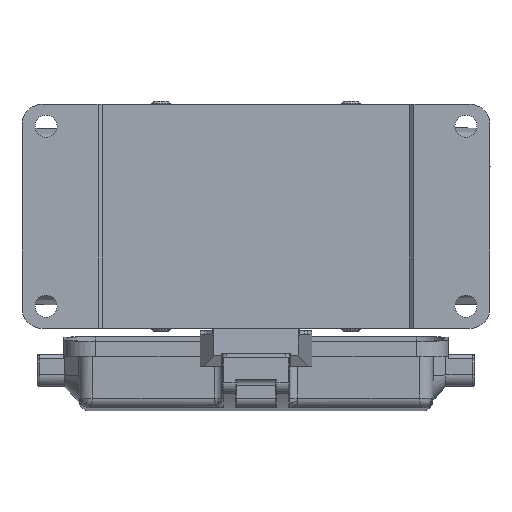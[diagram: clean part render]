
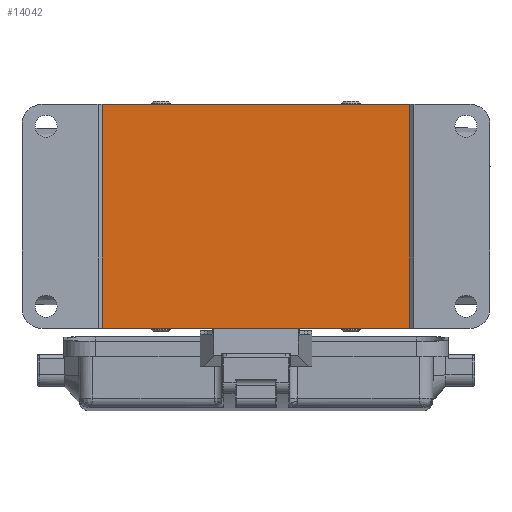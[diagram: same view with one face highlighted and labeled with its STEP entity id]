
A CAD part, front view. The second image highlights one B-rep face of the part: STEP entity #14042.
In plain terms, the highlighted planar face has unit normal (0, -1, 0).
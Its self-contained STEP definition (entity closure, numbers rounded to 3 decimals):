
#341 = FACE_OUTER_BOUND ( 'NONE', #12596, .T. ) ;
#346 = AXIS2_PLACEMENT_3D ( 'NONE', #18053, #18054, #18055 ) ;
#4312 = CARTESIAN_POINT ( 'NONE',  ( 38.5, -23., -28. ) ) ;
#4343 = CARTESIAN_POINT ( 'NONE',  ( 38.5, -23., 28. ) ) ;
#8114 = CARTESIAN_POINT ( 'NONE',  ( 38.5, -23., 33.6 ) ) ;
#8124 = LINE ( 'NONE', #8114, #20693 ) ;
#8128 = DIRECTION ( 'NONE',  ( 0., 0., -1. ) ) ;
#8132 = DIRECTION ( 'NONE',  ( 0., 0., 1. ) ) ;
#8135 = CARTESIAN_POINT ( 'NONE',  ( -38.5, -23., 33.6 ) ) ;
#8136 = LINE ( 'NONE', #8135, #20727 ) ;
#11360 = CARTESIAN_POINT ( 'NONE',  ( -38.5, -23., -28. ) ) ;
#11362 = CARTESIAN_POINT ( 'NONE',  ( -38.5, -23., 28. ) ) ;
#11634 = EDGE_CURVE ( 'NONE', #20113, #20117, #8136, .T. ) ;
#11639 = EDGE_CURVE ( 'NONE', #12544, #12464, #8124, .T. ) ;
#11644 = EDGE_CURVE ( 'NONE', #20117, #12544, #22643, .T. ) ;
#11679 = EDGE_CURVE ( 'NONE', #12464, #20113, #25004, .T. ) ;
#12464 = VERTEX_POINT ( 'NONE', #4312 ) ;
#12544 = VERTEX_POINT ( 'NONE', #4343 ) ;
#12596 = EDGE_LOOP ( 'NONE', ( #15593, #15591, #15590, #15596 ) ) ;
#14042 = ADVANCED_FACE ( 'NONE', ( #341 ), #18052, .F. ) ;
#15590 = ORIENTED_EDGE ( 'NONE', *, *, #11634, .F. ) ;
#15591 = ORIENTED_EDGE ( 'NONE', *, *, #11644, .F. ) ;
#15593 = ORIENTED_EDGE ( 'NONE', *, *, #11639, .F. ) ;
#15596 = ORIENTED_EDGE ( 'NONE', *, *, #11679, .F. ) ;
#18052 = PLANE ( 'NONE',  #346 ) ;
#18053 = CARTESIAN_POINT ( 'NONE',  ( 38.5, -23., 33.6 ) ) ;
#18054 = DIRECTION ( 'NONE',  ( 0., 1., 0. ) ) ;
#18055 = DIRECTION ( 'NONE',  ( 0., 0., 1. ) ) ;
#20113 = VERTEX_POINT ( 'NONE', #11360 ) ;
#20117 = VERTEX_POINT ( 'NONE', #11362 ) ;
#20693 = VECTOR ( 'NONE', #8128, 1000. ) ;
#20727 = VECTOR ( 'NONE', #8132, 1000. ) ;
#20974 = VECTOR ( 'NONE', #25006, 1000. ) ;
#21034 = VECTOR ( 'NONE', #22641, 1000. ) ;
#22641 = DIRECTION ( 'NONE',  ( 1., 0., 0. ) ) ;
#22642 = CARTESIAN_POINT ( 'NONE',  ( 38.5, -23., 28. ) ) ;
#22643 = LINE ( 'NONE', #22642, #21034 ) ;
#25004 = LINE ( 'NONE', #25005, #20974 ) ;
#25005 = CARTESIAN_POINT ( 'NONE',  ( 58.5, -23., -28. ) ) ;
#25006 = DIRECTION ( 'NONE',  ( -1., 0., 0. ) ) ;
